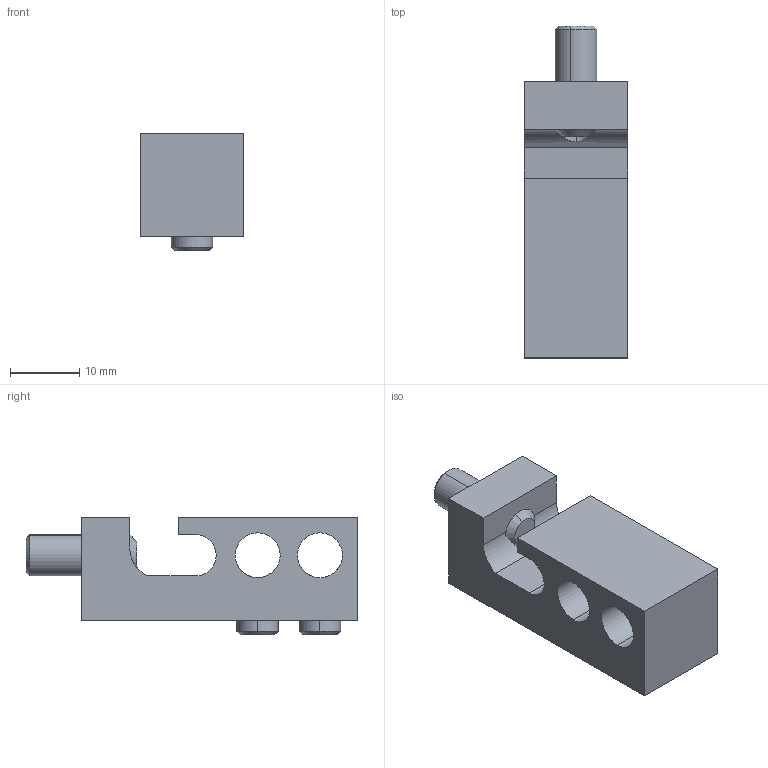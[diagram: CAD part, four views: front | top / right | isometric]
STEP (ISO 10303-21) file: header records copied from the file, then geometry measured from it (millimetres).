
FILE_DESCRIPTION (( 'STEP AP214' ), '1' );
FILE_NAME ('6049276.STEP', '2019-11-18T14:25:22', ( '' ), ( '' ), 'SwSTEP 2.0', 'SolidWorks 2018', '' );
FILE_SCHEMA (( 'AUTOMOTIVE_DESIGN' ));
Length unit declared in the file: millimetre
Products named in the file (4): 020802_M6x 8; 6049276; 020802_M6x16; 131491
Assembly tree (4 placements, depth 2):
  6049276
    131491
    020802_M6x 8  x2
    020802_M6x16
Bounding box: 15 x 48 x 17 mm (x, y, z)
Volume: 7127.8 mm3; surface area: 4496.6 mm2
Topology: 4 solids, 4 shells, 79 faces, 198 edges, 121 vertices
Faces by surface type: plane 37, cone 24, cylinder 18
Entity records: 2927 total; most frequent: CARTESIAN_POINT 564, ORIENTED_EDGE 316, DIRECTION 316, EDGE_CURVE 158, AXIS2_PLACEMENT_3D 112, VERTEX_POINT 100, VECTOR 92, LINE 92
